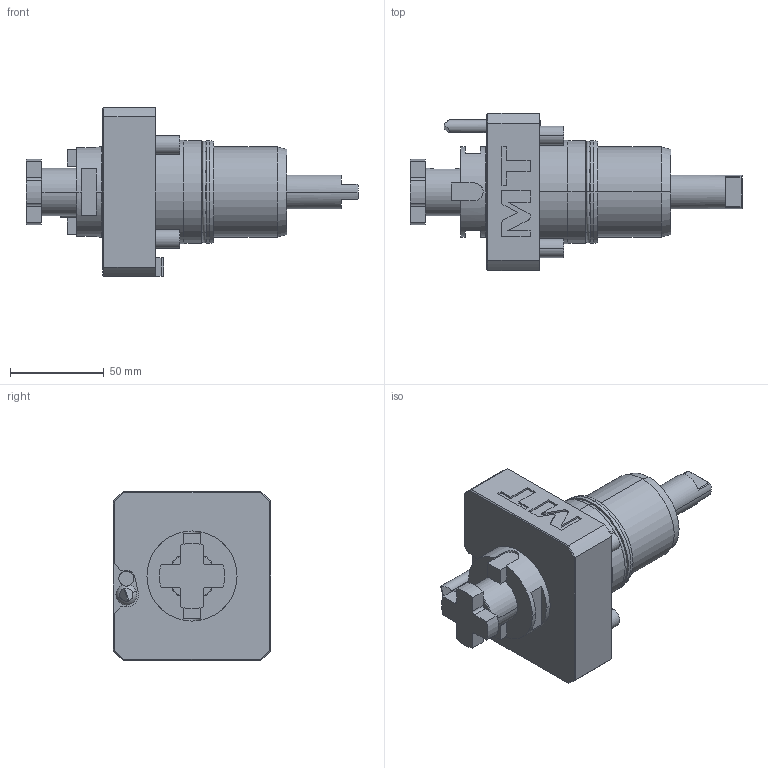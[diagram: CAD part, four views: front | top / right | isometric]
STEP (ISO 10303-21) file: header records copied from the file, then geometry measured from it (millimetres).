
FILE_DESCRIPTION((''),'2;1');
FILE_NAME('NKM0702519_CONF','2023-03-09T14:44:00',('sterribile'),('M.T. srl'),'CREO PARAMETRIC BY PTC INC, 2021072','CREO PARAMETRIC BY PTC INC, 2021072','');
FILE_SCHEMA(('CONFIG_CONTROL_DESIGN'));
Length unit declared in the file: millimetre
Products named in the file (1): NKM0702519_CONF
Bounding box: 177 x 84 x 90 mm (x, y, z)
Volume: 402873.7 mm3; surface area: 51295.2 mm2
Topology: 1 solids, 1 shells, 223 faces, 558 edges, 359 vertices
Faces by surface type: plane 142, cylinder 57, cone 14, extrusion 4, torus 4, sphere 2
Entity records: 6983 total; most frequent: CARTESIAN_POINT 1531, DIRECTION 1124, ORIENTED_EDGE 1116, EDGE_CURVE 558, AXIS2_PLACEMENT_3D 377, VECTOR 370, LINE 366, VERTEX_POINT 359
